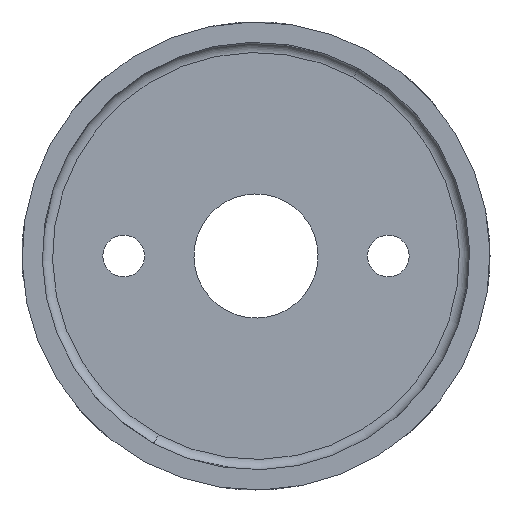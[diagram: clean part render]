
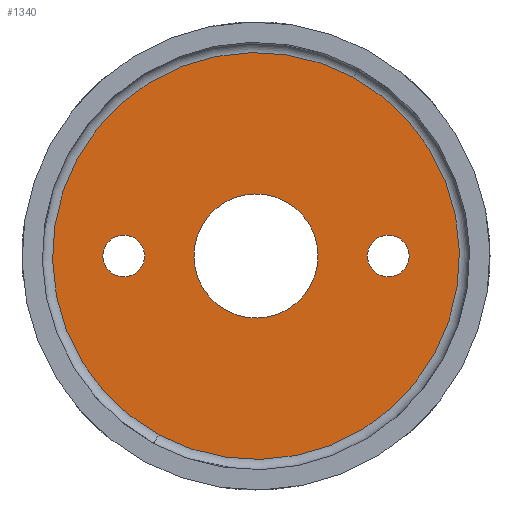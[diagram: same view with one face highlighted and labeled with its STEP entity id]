
A CAD part, front view. The second image highlights one B-rep face of the part: STEP entity #1340.
In plain terms, the highlighted planar face has unit normal (0, -1, 0).
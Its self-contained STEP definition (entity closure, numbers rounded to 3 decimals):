
#57=CARTESIAN_POINT('Axis2P3D Location',(0.,13.,0.)) ;
#61=CARTESIAN_POINT('Vertex',(2.924,13.,5.353)) ;
#63=CARTESIAN_POINT('Vertex',(-2.924,13.,-5.353)) ;
#92=CARTESIAN_POINT('Axis2P3D Location',(0.,13.,0.)) ;
#396=CARTESIAN_POINT('Vertex',(-9.589,13.,-17.552)) ;
#399=CARTESIAN_POINT('Axis2P3D Location',(0.,13.,0.)) ;
#403=CARTESIAN_POINT('Vertex',(9.589,13.,17.552)) ;
#428=CARTESIAN_POINT('Axis2P3D Location',(0.,13.,0.)) ;
#1291=CARTESIAN_POINT('Axis2P3D Location',(0.,13.,6.1)) ;
#1304=CARTESIAN_POINT('Axis2P3D Location',(-13.,13.,0.)) ;
#1308=CARTESIAN_POINT('Vertex',(-15.05,13.,0.)) ;
#1310=CARTESIAN_POINT('Vertex',(-10.95,13.,0.)) ;
#1313=CARTESIAN_POINT('Axis2P3D Location',(-13.,13.,0.)) ;
#1322=CARTESIAN_POINT('Axis2P3D Location',(13.,13.,0.)) ;
#1326=CARTESIAN_POINT('Vertex',(10.95,13.,0.)) ;
#1328=CARTESIAN_POINT('Vertex',(15.05,13.,0.)) ;
#1331=CARTESIAN_POINT('Axis2P3D Location',(13.,13.,0.)) ;
#58=DIRECTION('Axis2P3D Direction',(0.,1.,0.)) ;
#93=DIRECTION('Axis2P3D Direction',(0.,1.,0.)) ;
#400=DIRECTION('Axis2P3D Direction',(-0.,1.,0.)) ;
#429=DIRECTION('Axis2P3D Direction',(0.,1.,-0.)) ;
#1292=DIRECTION('Axis2P3D Direction',(0.,1.,0.)) ;
#1293=DIRECTION('Axis2P3D XDirection',(1.,-0.,0.)) ;
#1305=DIRECTION('Axis2P3D Direction',(0.,1.,0.)) ;
#1314=DIRECTION('Axis2P3D Direction',(0.,1.,0.)) ;
#1323=DIRECTION('Axis2P3D Direction',(0.,1.,0.)) ;
#1332=DIRECTION('Axis2P3D Direction',(0.,1.,0.)) ;
#59=AXIS2_PLACEMENT_3D('Circle Axis2P3D',#57,#58,$) ;
#94=AXIS2_PLACEMENT_3D('Circle Axis2P3D',#92,#93,$) ;
#401=AXIS2_PLACEMENT_3D('Circle Axis2P3D',#399,#400,$) ;
#430=AXIS2_PLACEMENT_3D('Circle Axis2P3D',#428,#429,$) ;
#1294=AXIS2_PLACEMENT_3D('Plane Axis2P3D',#1291,#1292,#1293) ;
#1306=AXIS2_PLACEMENT_3D('Circle Axis2P3D',#1304,#1305,$) ;
#1315=AXIS2_PLACEMENT_3D('Circle Axis2P3D',#1313,#1314,$) ;
#1324=AXIS2_PLACEMENT_3D('Circle Axis2P3D',#1322,#1323,$) ;
#1333=AXIS2_PLACEMENT_3D('Circle Axis2P3D',#1331,#1332,$) ;
#1297=ORIENTED_EDGE('',*,*,#432,.T.) ;
#1298=ORIENTED_EDGE('',*,*,#405,.T.) ;
#1301=ORIENTED_EDGE('',*,*,#96,.T.) ;
#1302=ORIENTED_EDGE('',*,*,#65,.T.) ;
#1319=ORIENTED_EDGE('',*,*,#1312,.F.) ;
#1320=ORIENTED_EDGE('',*,*,#1317,.F.) ;
#1337=ORIENTED_EDGE('',*,*,#1330,.F.) ;
#1338=ORIENTED_EDGE('',*,*,#1335,.F.) ;
#1303=FACE_BOUND('',#1300,.T.) ;
#1321=FACE_BOUND('',#1318,.T.) ;
#1339=FACE_BOUND('',#1336,.T.) ;
#1340=ADVANCED_FACE('Corps principal',(#1299,#1303,#1321,#1339),#1295,.F.) ;
#60=CIRCLE('generated circle',#59,6.1) ;
#95=CIRCLE('generated circle',#94,6.1) ;
#402=CIRCLE('generated circle',#401,20.) ;
#431=CIRCLE('generated circle',#430,20.) ;
#1307=CIRCLE('generated circle',#1306,2.05) ;
#1316=CIRCLE('generated circle',#1315,2.05) ;
#1325=CIRCLE('generated circle',#1324,2.05) ;
#1334=CIRCLE('generated circle',#1333,2.05) ;
#65=EDGE_CURVE('',#62,#64,#60,.T.) ;
#96=EDGE_CURVE('',#64,#62,#95,.T.) ;
#405=EDGE_CURVE('',#404,#397,#402,.F.) ;
#432=EDGE_CURVE('',#397,#404,#431,.F.) ;
#1312=EDGE_CURVE('',#1309,#1311,#1307,.F.) ;
#1317=EDGE_CURVE('',#1311,#1309,#1316,.F.) ;
#1330=EDGE_CURVE('',#1327,#1329,#1325,.F.) ;
#1335=EDGE_CURVE('',#1329,#1327,#1334,.F.) ;
#1296=EDGE_LOOP('',(#1297,#1298)) ;
#1300=EDGE_LOOP('',(#1301,#1302)) ;
#1318=EDGE_LOOP('',(#1319,#1320)) ;
#1336=EDGE_LOOP('',(#1337,#1338)) ;
#1299=FACE_OUTER_BOUND('',#1296,.T.) ;
#1295=PLANE('Plane',#1294) ;
#62=VERTEX_POINT('',#61) ;
#64=VERTEX_POINT('',#63) ;
#397=VERTEX_POINT('',#396) ;
#404=VERTEX_POINT('',#403) ;
#1309=VERTEX_POINT('',#1308) ;
#1311=VERTEX_POINT('',#1310) ;
#1327=VERTEX_POINT('',#1326) ;
#1329=VERTEX_POINT('',#1328) ;
